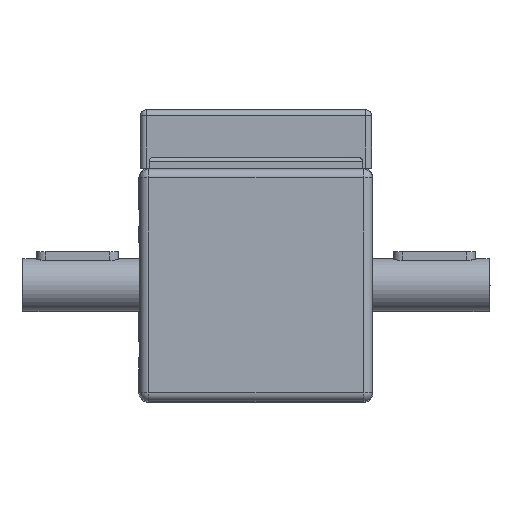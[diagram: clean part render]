
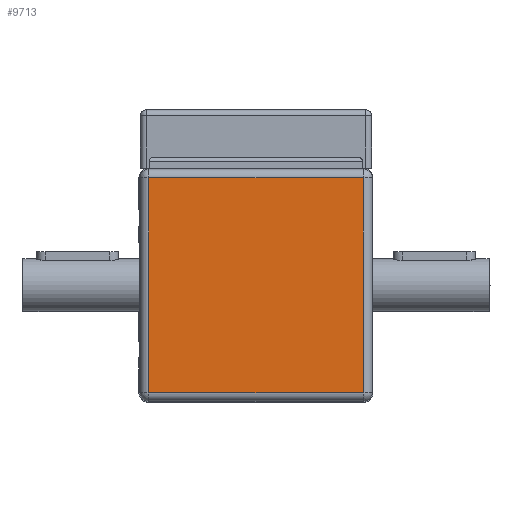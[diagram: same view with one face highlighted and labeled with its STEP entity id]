
A CAD part, front view. The second image highlights one B-rep face of the part: STEP entity #9713.
In plain terms, the highlighted face is planar.
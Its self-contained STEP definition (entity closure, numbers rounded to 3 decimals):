
#9037=CARTESIAN_POINT('',(36.749,36.751,-189.814));
#9038=VERTEX_POINT('',#9037);
#9046=CARTESIAN_POINT('',(36.751,-36.749,-189.814));
#9047=VERTEX_POINT('',#9046);
#9048=CARTESIAN_POINT('',(36.749,36.751,-189.814));
#9049=DIRECTION('',(0.,-1.,0.));
#9050=VECTOR('',#9049,73.5);
#9051=LINE('',#9048,#9050);
#9052=EDGE_CURVE('',#9038,#9047,#9051,.T.);
#9570=CARTESIAN_POINT('',(-36.749,-36.75,-189.814));
#9571=VERTEX_POINT('',#9570);
#9572=CARTESIAN_POINT('',(-36.749,-36.75,-189.814));
#9573=DIRECTION('',(1.,0.,0.));
#9574=VECTOR('',#9573,73.5);
#9575=LINE('',#9572,#9574);
#9576=EDGE_CURVE('',#9571,#9047,#9575,.T.);
#9602=CARTESIAN_POINT('',(-36.751,36.75,-189.814));
#9603=VERTEX_POINT('',#9602);
#9604=CARTESIAN_POINT('',(-36.749,-36.75,-189.814));
#9605=DIRECTION('',(0.,1.,0.0));
#9606=VECTOR('',#9605,73.5);
#9607=LINE('',#9604,#9606);
#9608=EDGE_CURVE('',#9571,#9603,#9607,.T.);
#9634=CARTESIAN_POINT('',(-36.751,36.75,-189.814));
#9635=DIRECTION('',(1.,0.,0.));
#9636=VECTOR('',#9635,73.5);
#9637=LINE('',#9634,#9636);
#9638=EDGE_CURVE('',#9603,#9038,#9637,.T.);
#9702=CARTESIAN_POINT('',(0.,0.,-189.814));
#9703=DIRECTION('',(0.0,0.0,1.0));
#9704=DIRECTION('',(1.,0.,0.0));
#9705=AXIS2_PLACEMENT_3D('',#9702,#9703,#9704);
#9706=PLANE('',#9705);
#9707=ORIENTED_EDGE('',*,*,#9576,.T.);
#9708=ORIENTED_EDGE('',*,*,#9052,.F.);
#9709=ORIENTED_EDGE('',*,*,#9638,.F.);
#9710=ORIENTED_EDGE('',*,*,#9608,.F.);
#9711=EDGE_LOOP('',(#9707,#9708,#9709,#9710));
#9712=FACE_OUTER_BOUND('',#9711,.T.);
#9713=ADVANCED_FACE('',(#9712),#9706,.T.);
